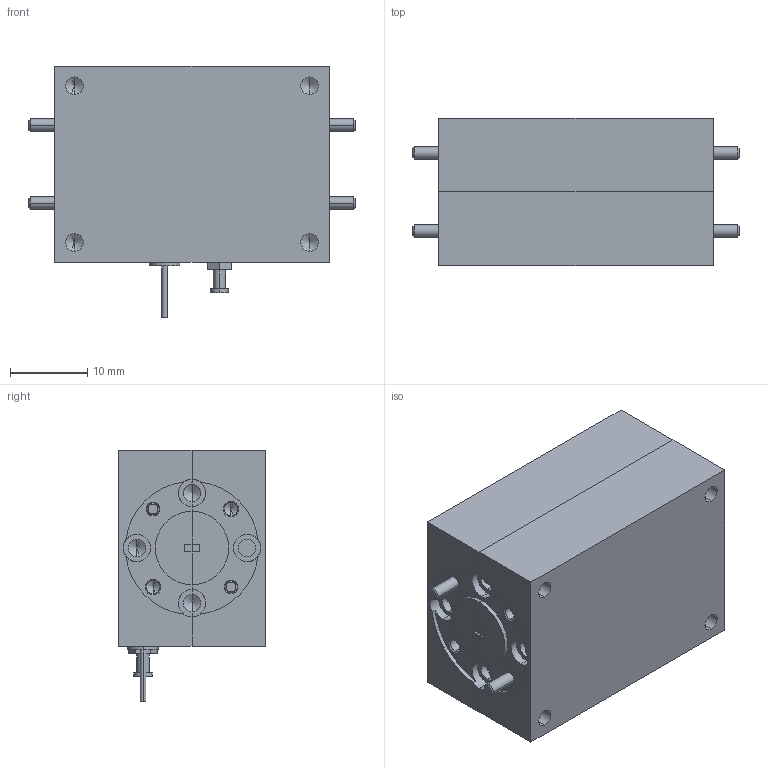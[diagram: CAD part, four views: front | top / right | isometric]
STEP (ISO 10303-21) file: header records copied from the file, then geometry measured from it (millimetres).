
FILE_DESCRIPTION (( 'STEP AP214' ), '1' );
FILE_NAME ('BG-SF-2-A, Defeatured.STEP', '2022-05-18T00:12:20', ( '' ), ( '' ), 'SwSTEP 2.0', 'SolidWorks 2021', '' );
FILE_SCHEMA (( 'AUTOMOTIVE_DESIGN' ));
Length unit declared in the file: inch
Products named in the file (1): BG-SF-2-A, Defeatured
Bounding box: 42.29 x 19.05 x 32.64 mm (x, y, z)
Volume: 16734.9 mm3; surface area: 8571 mm2
Topology: 7 solids, 7 shells, 377 faces, 988 edges, 620 vertices
Faces by surface type: plane 159, cylinder 114, cone 104
Entity records: 16264 total; most frequent: CARTESIAN_POINT 2238, DIRECTION 1944, ORIENTED_EDGE 1904, EDGE_CURVE 952, AXIS2_PLACEMENT_3D 710, VERTEX_POINT 620, VECTOR 524, LINE 524
